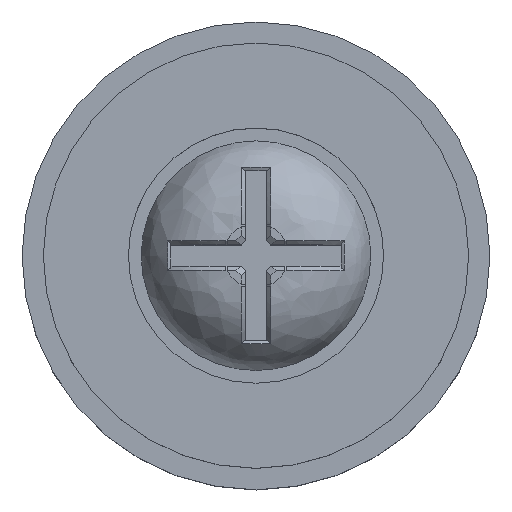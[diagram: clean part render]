
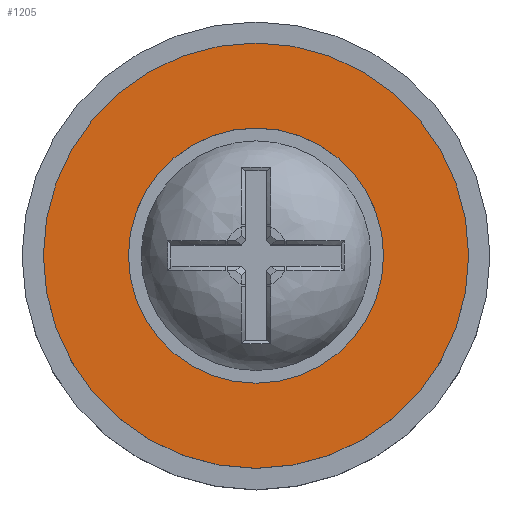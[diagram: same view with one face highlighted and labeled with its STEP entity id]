
A CAD part, top view. The second image highlights one B-rep face of the part: STEP entity #1205.
In plain terms, the highlighted planar face has unit normal (0, 0, 1).
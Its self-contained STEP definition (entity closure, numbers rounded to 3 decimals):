
#28=FACE_BOUND('',#454,.T.);
#48=CIRCLE('',#1297,3.);
#50=CIRCLE('',#1300,5.);
#314=PLANE('',#1301);
#379=FACE_OUTER_BOUND('',#453,.T.);
#453=EDGE_LOOP('',(#1112));
#454=EDGE_LOOP('',(#1113));
#603=VERTEX_POINT('',#2472);
#605=VERTEX_POINT('',#2477);
#775=EDGE_CURVE('',#603,#603,#48,.T.);
#777=EDGE_CURVE('',#605,#605,#50,.T.);
#1112=ORIENTED_EDGE('',*,*,#777,.T.);
#1113=ORIENTED_EDGE('',*,*,#775,.T.);
#1205=ADVANCED_FACE('',(#379,#28),#314,.T.);
#1297=AXIS2_PLACEMENT_3D('',#2473,#1563,#1564);
#1300=AXIS2_PLACEMENT_3D('',#2478,#1569,#1570);
#1301=AXIS2_PLACEMENT_3D('',#2479,#1571,#1572);
#1563=DIRECTION('center_axis',(0.,0.,
-1.));
#1564=DIRECTION('ref_axis',(-1.,0.,0.));
#1569=DIRECTION('center_axis',(0.,0.,
1.));
#1570=DIRECTION('ref_axis',(-1.,0.,0.));
#1571=DIRECTION('center_axis',(0.,0.,
1.));
#1572=DIRECTION('ref_axis',(1.,0.,0.));
#2472=CARTESIAN_POINT('',(3.,0.,6.5));
#2473=CARTESIAN_POINT('Origin',(0.,0.,6.5));
#2477=CARTESIAN_POINT('',(5.,0.,6.5));
#2478=CARTESIAN_POINT('Origin',(0.,0.,6.5));
#2479=CARTESIAN_POINT('Origin',(0.,0.,6.5));
